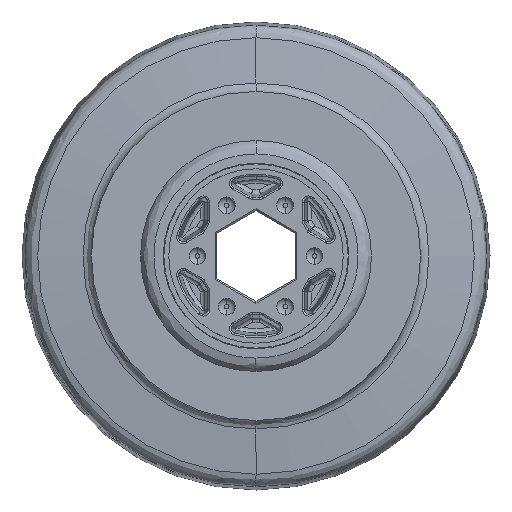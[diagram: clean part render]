
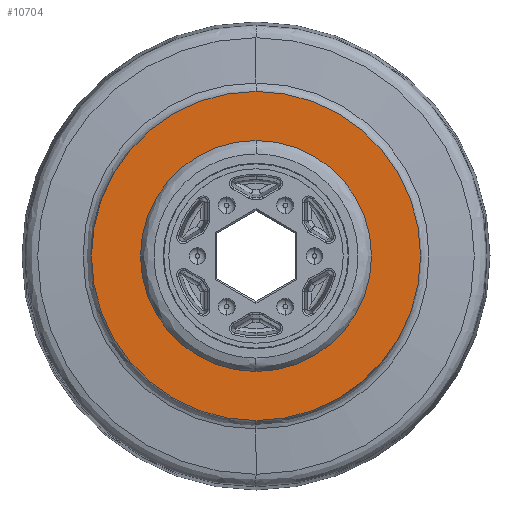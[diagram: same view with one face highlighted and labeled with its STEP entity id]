
A CAD part, left-side view. The second image highlights one B-rep face of the part: STEP entity #10704.
In plain terms, the highlighted planar face has unit normal (-1, 0, 0).
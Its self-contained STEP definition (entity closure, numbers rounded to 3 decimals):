
#244 = EDGE_LOOP ( 'NONE', ( #732, #11486 ) ) ;
#291 = AXIS2_PLACEMENT_3D ( 'NONE', #2870, #12248, #4241 ) ;
#732 = ORIENTED_EDGE ( 'NONE', *, *, #7020, .T. ) ;
#840 = AXIS2_PLACEMENT_3D ( 'NONE', #1573, #14914, #4343 ) ;
#1573 = CARTESIAN_POINT ( 'NONE',  ( -19.05, 18.796, 0. ) ) ;
#1616 = CARTESIAN_POINT ( 'NONE',  ( -19.05, 0., -18.796 ) ) ;
#1759 = CARTESIAN_POINT ( 'NONE',  ( -19.05, 0., 0. ) ) ;
#2870 = CARTESIAN_POINT ( 'NONE',  ( -19.05, 0., 0. ) ) ;
#2969 = PLANE ( 'NONE',  #840 ) ;
#3147 = DIRECTION ( 'NONE',  ( 0., 0., 1. ) ) ;
#4039 = EDGE_CURVE ( 'NONE', #13370, #9235, #6790, .T. ) ;
#4206 = EDGE_CURVE ( 'NONE', #9235, #13370, #8673, .T. ) ;
#4241 = DIRECTION ( 'NONE',  ( 0., 0., 1. ) ) ;
#4343 = DIRECTION ( 'NONE',  ( 0., 0., 1. ) ) ;
#4614 = CARTESIAN_POINT ( 'NONE',  ( -19.05, 0., -26.797 ) ) ;
#5090 = EDGE_CURVE ( 'NONE', #14819, #7295, #15703, .T. ) ;
#5230 = CARTESIAN_POINT ( 'NONE',  ( -19.05, 0., 26.797 ) ) ;
#5660 = CARTESIAN_POINT ( 'NONE',  ( -19.05, 0., 18.796 ) ) ;
#6593 = DIRECTION ( 'NONE',  ( -1., 0., 0. ) ) ;
#6790 = CIRCLE ( 'NONE', #7934, 18.796 ) ;
#6956 = ORIENTED_EDGE ( 'NONE', *, *, #4206, .F. ) ;
#7020 = EDGE_CURVE ( 'NONE', #7295, #14819, #15339, .T. ) ;
#7295 = VERTEX_POINT ( 'NONE', #5230 ) ;
#7934 = AXIS2_PLACEMENT_3D ( 'NONE', #14545, #6593, #15882 ) ;
#8023 = FACE_BOUND ( 'NONE', #16668, .T. ) ;
#8028 = DIRECTION ( 'NONE',  ( -1., 0., 0. ) ) ;
#8120 = ORIENTED_EDGE ( 'NONE', *, *, #4039, .F. ) ;
#8673 = CIRCLE ( 'NONE', #291, 18.796 ) ;
#9235 = VERTEX_POINT ( 'NONE', #1616 ) ;
#10704 = ADVANCED_FACE ( 'NONE', ( #8023, #11130 ), #2969, .T. ) ;
#11130 = FACE_OUTER_BOUND ( 'NONE', #244, .T. ) ;
#11163 = DIRECTION ( 'NONE',  ( -1., 0., 0. ) ) ;
#11486 = ORIENTED_EDGE ( 'NONE', *, *, #5090, .T. ) ;
#12248 = DIRECTION ( 'NONE',  ( -1., 0., 0. ) ) ;
#13002 = AXIS2_PLACEMENT_3D ( 'NONE', #15968, #8028, #17330 ) ;
#13370 = VERTEX_POINT ( 'NONE', #5660 ) ;
#14545 = CARTESIAN_POINT ( 'NONE',  ( -19.05, 0., 0. ) ) ;
#14819 = VERTEX_POINT ( 'NONE', #4614 ) ;
#14914 = DIRECTION ( 'NONE',  ( -1., 0., 0. ) ) ;
#14928 = AXIS2_PLACEMENT_3D ( 'NONE', #1759, #11163, #3147 ) ;
#15339 = CIRCLE ( 'NONE', #13002, 26.797 ) ;
#15703 = CIRCLE ( 'NONE', #14928, 26.797 ) ;
#15882 = DIRECTION ( 'NONE',  ( 0., 0., 1. ) ) ;
#15968 = CARTESIAN_POINT ( 'NONE',  ( -19.05, 0., 0. ) ) ;
#16668 = EDGE_LOOP ( 'NONE', ( #8120, #6956 ) ) ;
#17330 = DIRECTION ( 'NONE',  ( 0., 0., 1. ) ) ;
